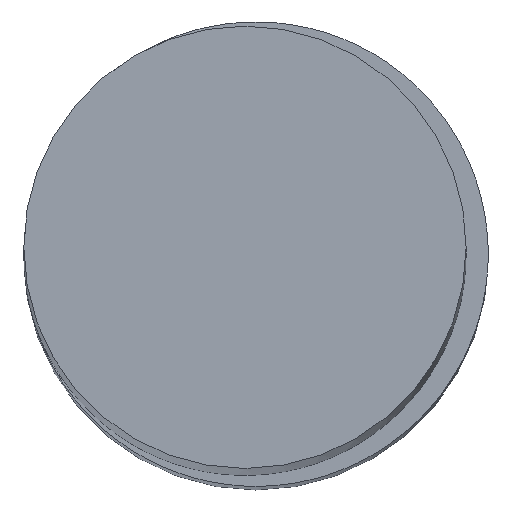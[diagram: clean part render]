
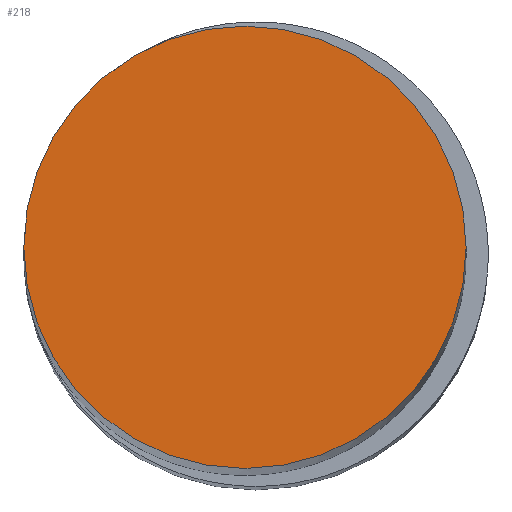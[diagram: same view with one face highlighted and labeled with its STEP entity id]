
A CAD part, top view. The second image highlights one B-rep face of the part: STEP entity #218.
In plain terms, the highlighted planar face has unit normal (0, 0, 1).
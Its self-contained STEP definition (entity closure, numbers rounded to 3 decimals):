
#57=FACE_OUTER_BOUND('',#350,.T.);
#218=ADVANCED_FACE('',(#57),#249,.T.);
#249=PLANE('',#743);
#350=EDGE_LOOP('',(#498));
#498=ORIENTED_EDGE('',*,*,#629,.T.);
#555=VERTEX_POINT('',#1106);
#629=EDGE_CURVE('',#555,#555,#649,.T.);
#649=CIRCLE('',#742,9.525);
#742=AXIS2_PLACEMENT_3D('',#1105,#925,#926);
#743=AXIS2_PLACEMENT_3D('',#1107,#927,#928);
#925=DIRECTION('',(0.,0.,1.));
#926=DIRECTION('',(1.,0.,0.));
#927=DIRECTION('',(0.,0.,1.));
#928=DIRECTION('',(1.,0.,0.));
#1105=CARTESIAN_POINT('',(0.,0.,0.));
#1106=CARTESIAN_POINT('',(9.525,0.,0.));
#1107=CARTESIAN_POINT('',(0.,0.,0.));
